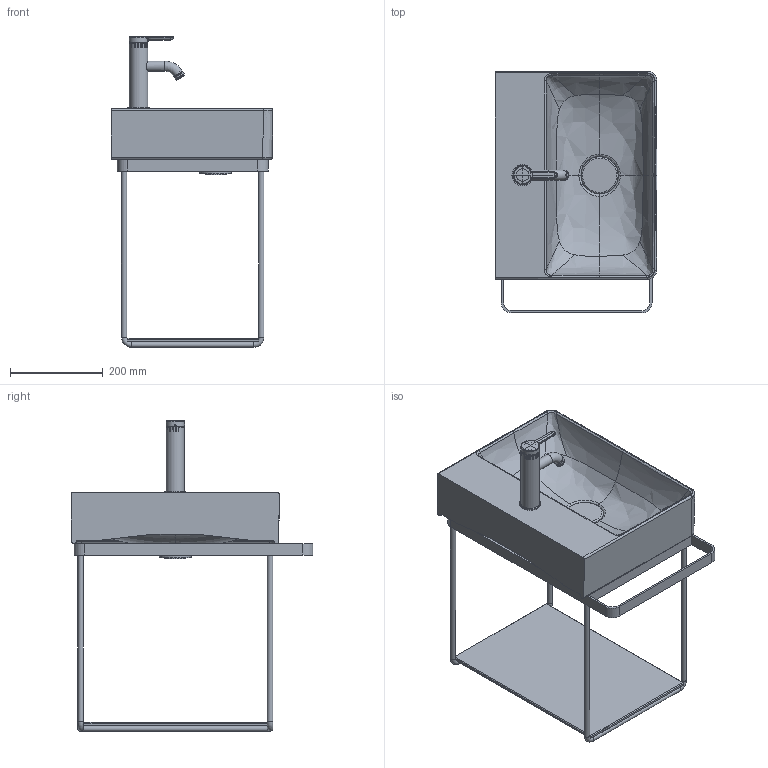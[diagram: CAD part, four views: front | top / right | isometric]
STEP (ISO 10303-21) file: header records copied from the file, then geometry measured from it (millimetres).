
FILE_DESCRIPTION((''),'2;1');
FILE_NAME('073245_003110.stp','2017-06-29T13:58:59',('Administrator'),(''),'Autodesk Inventor 2011','Autodesk Inventor 2011','');
FILE_SCHEMA(('CONFIG_CONTROL_DESIGN'));
Length unit declared in the file: millimetre
Products named in the file (16): 073245_003110; 073245; Armatur C1 Handwaschbecken; 509114_ASM; 615830; 615831; 636748; 615729; 615737; Kelch_Stopfen DuraSquare Bgr; Metallkonsole 003110 wandhängend; Rahmen 535x351x25; Rohrstütze wandhängend kurz; Rohrstrebe kurz; Glaseinleger Metallkonsole 003109_003110
Assembly tree (17 placements, depth 5):
  073245_003110
    073245
      073245
      Armatur C1 Handwaschbecken
        509114_ASM
          615830
          615831
        636748
        615729
        615737
      Kelch_Stopfen DuraSquare Bgr
    Metallkonsole 003110 wandhängend
      Rahmen 535x351x25
      Rohrstütze wandhängend kurz  x2
      Rohrstrebe kurz  x2
    Glaseinleger Metallkonsole 003109_003110
Bounding box: 350.05 x 522.52 x 671.31 mm (x, y, z)
Volume: 7754623.1 mm3; surface area: 1178540.5 mm2
Topology: 14 solids, 17 shells, 426 faces, 989 edges, 608 vertices
Faces by surface type: bspline 148, plane 140, cylinder 91, torus 25, cone 14, sphere 8
Full cylindrical faces by diameter (mm): 6 x1, 11.5 x8, 12 x2, 14 x4, 16 x5, 16.5 x2, 17.3 x1, 17.55 x1, 18.5 x2, 18.75 x1, 22 x2, 27.189 x1, 30.452 x1, 34 x1, 34.5 x1, 35 x1, 35.4 x1, 35.5 x1, 36.185 x1, 36.9 x4, 37.3 x1, 37.6 x1, 40 x2, 42.482 x1, 42.5 x1, 45.115 x1, 46 x2, 68.6 x1, 80.006 x1, 81 x1
Entity records: 50912 total; most frequent: CARTESIAN_POINT 41832, ORIENTED_EDGE 1742, DIRECTION 1486, EDGE_CURVE 871, AXIS2_PLACEMENT_3D 607, VERTEX_POINT 579, EDGE_LOOP 542, FACE_OUTER_BOUND 416
